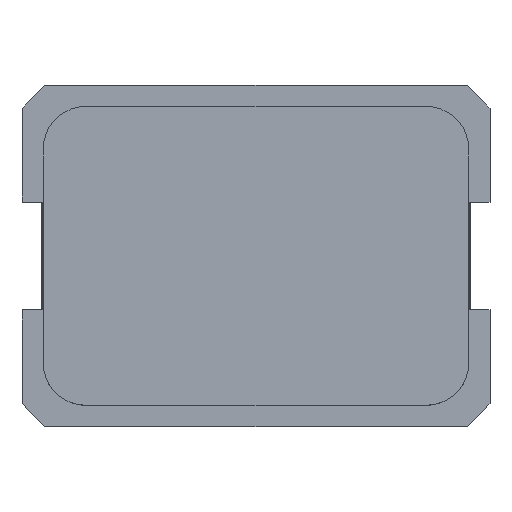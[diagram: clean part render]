
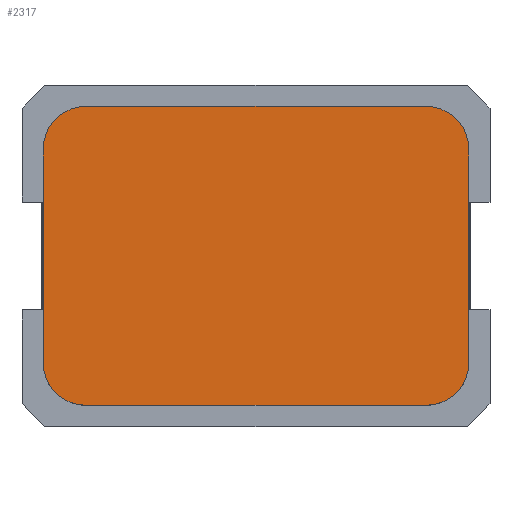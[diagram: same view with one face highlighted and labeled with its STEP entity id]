
A CAD part, top view. The second image highlights one B-rep face of the part: STEP entity #2317.
In plain terms, the highlighted planar face has unit normal (0, 0, 1).
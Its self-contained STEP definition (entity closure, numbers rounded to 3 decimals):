
#1930=CARTESIAN_POINT('',(2.604,1.308,1.295));
#1929=VERTEX_POINT('',#1930);
#1940=CARTESIAN_POINT('',(2.604,-1.308,1.295));
#1939=VERTEX_POINT('',#1940);
#1938=EDGE_CURVE('',#1939,#1929,#1943,.T.);
#1943=LINE('',#1940,#1945);
#1945=VECTOR('',#1946,2.616);
#1946=DIRECTION('',(0.0,1.0,0.0));
#1979=CARTESIAN_POINT('',(-2.083,1.829,1.295));
#1978=VERTEX_POINT('',#1979);
#1989=CARTESIAN_POINT('',(2.083,1.829,1.295));
#1988=VERTEX_POINT('',#1989);
#1987=EDGE_CURVE('',#1988,#1978,#1992,.T.);
#1992=LINE('',#1989,#1994);
#1994=VECTOR('',#1995,4.166);
#1995=DIRECTION('',(-1.0,0.0,0.0));
#2028=CARTESIAN_POINT('',(-2.604,-1.308,1.295));
#2027=VERTEX_POINT('',#2028);
#2038=CARTESIAN_POINT('',(-2.604,1.308,1.295));
#2037=VERTEX_POINT('',#2038);
#2036=EDGE_CURVE('',#2037,#2027,#2041,.T.);
#2041=LINE('',#2038,#2043);
#2043=VECTOR('',#2044,2.616);
#2044=DIRECTION('',(0.0,-1.0,0.0));
#2077=CARTESIAN_POINT('',(2.083,-1.829,1.295));
#2076=VERTEX_POINT('',#2077);
#2087=CARTESIAN_POINT('',(-2.083,-1.829,1.295));
#2086=VERTEX_POINT('',#2087);
#2085=EDGE_CURVE('',#2086,#2076,#2090,.T.);
#2090=LINE('',#2087,#2092);
#2092=VECTOR('',#2093,4.166);
#2093=DIRECTION('',(1.0,0.0,0.0));
#2125=EDGE_CURVE($,#1929,#1988,#2130,.T.);
#2130=CIRCLE($,#2131,0.521);
#2132=CARTESIAN_POINT('',(2.083,1.308,1.295));
#2131=AXIS2_PLACEMENT_3D($,#2132,#2133,#2134);
#2133=DIRECTION('',(0.0,0.0,1.0));
#2134=DIRECTION('',(-0.707,0.707,0.0));
#2178=EDGE_CURVE($,#1978,#2037,#2183,.T.);
#2183=CIRCLE($,#2184,0.521);
#2185=CARTESIAN_POINT('',(-2.083,1.308,1.295));
#2184=AXIS2_PLACEMENT_3D($,#2185,#2186,#2187);
#2186=DIRECTION('',(0.0,0.0,1.0));
#2187=DIRECTION('',(-0.707,-0.707,0.0));
#2231=EDGE_CURVE($,#2027,#2086,#2236,.T.);
#2236=CIRCLE($,#2237,0.521);
#2238=CARTESIAN_POINT('',(-2.083,-1.308,1.295));
#2237=AXIS2_PLACEMENT_3D($,#2238,#2239,#2240);
#2239=DIRECTION('',(0.0,0.0,1.0));
#2240=DIRECTION('',(0.707,-0.707,0.0));
#2284=EDGE_CURVE($,#2076,#1939,#2289,.T.);
#2289=CIRCLE($,#2290,0.521);
#2291=CARTESIAN_POINT('',(2.083,-1.308,1.295));
#2290=AXIS2_PLACEMENT_3D($,#2291,#2292,#2293);
#2292=DIRECTION('',(0.0,0.0,1.0));
#2293=DIRECTION('',(0.707,0.707,0.0));
#2317=ADVANCED_FACE($,(#2323),#2318,.T.);
#2318=PLANE($,#2319);
#2319=AXIS2_PLACEMENT_3D($,#2320,#2321,#2322);
#2320=CARTESIAN_POINT('',(2.083,-1.829,1.295));
#2321=DIRECTION('',(0.,0.,1.));
#2322=DIRECTION('',(1.,0.,0.));
#2323=FACE_OUTER_BOUND($,#2324,.T.);
#2324=EDGE_LOOP($,(#2347, #2325, #2357, #2336, #2369, #2379, #2390, #2400));
#2347=ORIENTED_EDGE('',*,*,#2085,.T.);
#2325=ORIENTED_EDGE('',*,*,#2284,.T.);
#2357=ORIENTED_EDGE('',*,*,#1938,.T.);
#2336=ORIENTED_EDGE('',*,*,#2125,.T.);
#2369=ORIENTED_EDGE('',*,*,#1987,.T.);
#2379=ORIENTED_EDGE('',*,*,#2178,.T.);
#2390=ORIENTED_EDGE('',*,*,#2036,.T.);
#2400=ORIENTED_EDGE('',*,*,#2231,.T.);
